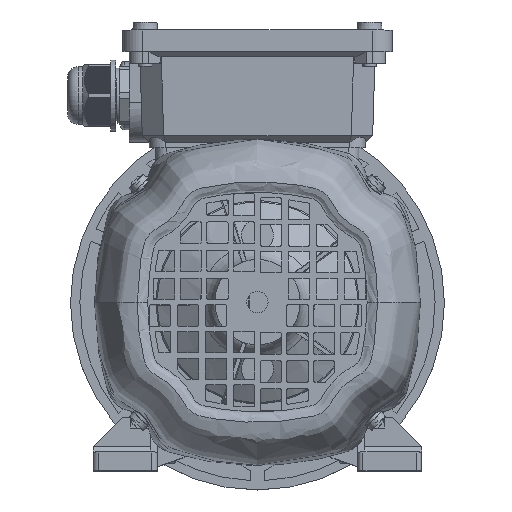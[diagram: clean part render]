
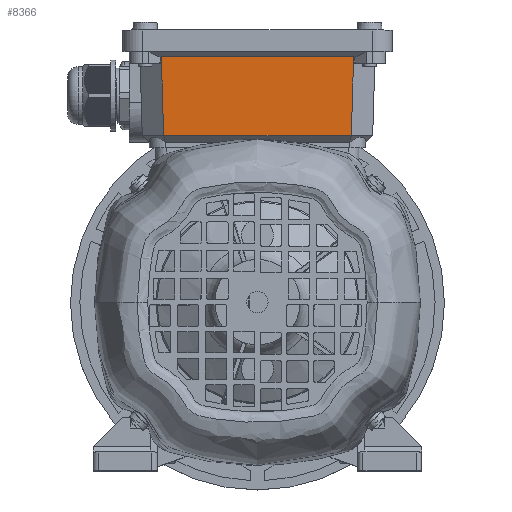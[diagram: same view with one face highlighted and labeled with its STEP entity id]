
A CAD part, top view. The second image highlights one B-rep face of the part: STEP entity #8366.
In plain terms, the highlighted planar face has unit normal (0, -0.029, 1).
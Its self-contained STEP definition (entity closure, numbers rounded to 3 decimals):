
#8366=ADVANCED_FACE('',(#13285),#11028,.F.);
#11028=PLANE('',#61804);
#13285=FACE_OUTER_BOUND('',#16651,.T.);
#16651=EDGE_LOOP('',(#25958,#25959,#25960,#25961));
#25958=ORIENTED_EDGE('',*,*,#45139,.F.);
#25959=ORIENTED_EDGE('',*,*,#45150,.T.);
#25960=ORIENTED_EDGE('',*,*,#45151,.T.);
#25961=ORIENTED_EDGE('',*,*,#45152,.T.);
#38305=VERTEX_POINT('',#92588);
#38306=VERTEX_POINT('',#92590);
#38310=VERTEX_POINT('',#92611);
#38311=VERTEX_POINT('',#92613);
#45139=EDGE_CURVE('',#38305,#38306,#52027,.T.);
#45150=EDGE_CURVE('',#38305,#38310,#52037,.T.);
#45151=EDGE_CURVE('',#38310,#38311,#52038,.T.);
#45152=EDGE_CURVE('',#38311,#38306,#52039,.T.);
#52027=LINE('',#92589,#56697);
#52037=LINE('',#92610,#56707);
#52038=LINE('',#92612,#56708);
#52039=LINE('',#92614,#56709);
#56697=VECTOR('',#71973,1.);
#56707=VECTOR('',#71997,1.);
#56708=VECTOR('',#71998,1.);
#56709=VECTOR('',#71999,1.);
#61804=AXIS2_PLACEMENT_3D('',#92615,#72000,#72001);
#71973=DIRECTION('',(1.,0.,0.));
#71997=DIRECTION('',(0.029,-0.999,-0.029));
#71998=DIRECTION('',(1.,0.,0.));
#71999=DIRECTION('',(0.029,0.999,0.029));
#72000=DIRECTION('',(0.,0.029,-1.));
#72001=DIRECTION('',(-1.,0.,0.));
#92588=CARTESIAN_POINT('',(-35.997,92.,93.));
#92589=CARTESIAN_POINT('',(0.,92.,93.));
#92590=CARTESIAN_POINT('',(35.997,92.,93.));
#92610=CARTESIAN_POINT('',(-35.965,90.943,92.969));
#92611=CARTESIAN_POINT('',(-35.129,62.5,92.132));
#92612=CARTESIAN_POINT('',(0.,62.5,92.132));
#92613=CARTESIAN_POINT('',(35.129,62.5,92.132));
#92614=CARTESIAN_POINT('',(35.965,90.943,92.969));
#92615=CARTESIAN_POINT('',(0.,92.,93.));
